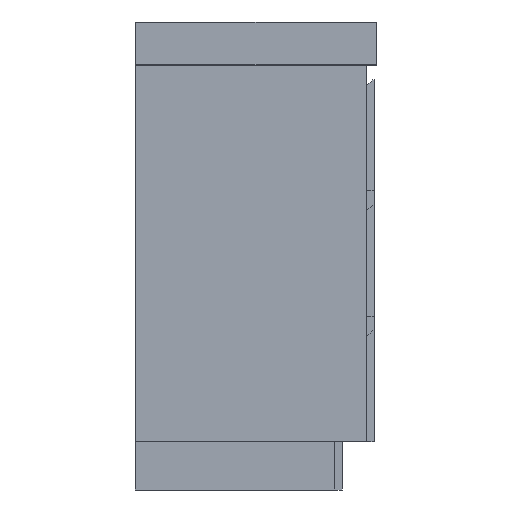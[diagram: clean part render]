
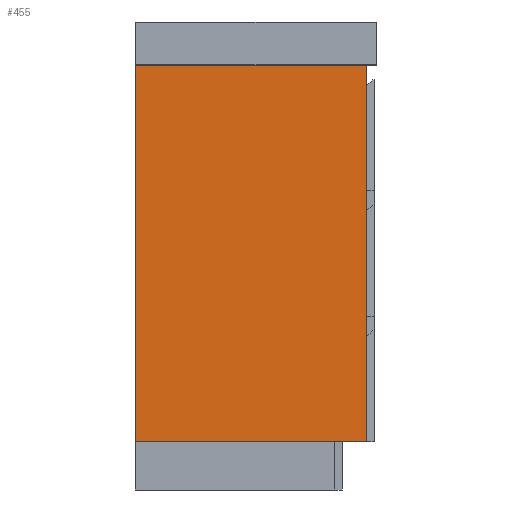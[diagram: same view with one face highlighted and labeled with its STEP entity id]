
A CAD part, left-side view. The second image highlights one B-rep face of the part: STEP entity #455.
In plain terms, the highlighted planar face has unit normal (-1, 0, 0).
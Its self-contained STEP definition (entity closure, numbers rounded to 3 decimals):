
#455=ADVANCED_FACE('',(#586),#2105,.T.);
#586=FACE_OUTER_BOUND('',#717,.T.);
#717=EDGE_LOOP('',(#1115,#1116,#1117,#1118));
#1115=ORIENTED_EDGE('',*,*,#1488,.F.);
#1116=ORIENTED_EDGE('',*,*,#1475,.T.);
#1117=ORIENTED_EDGE('',*,*,#1486,.T.);
#1118=ORIENTED_EDGE('',*,*,#1487,.F.);
#1475=EDGE_CURVE('',#1956,#1955,#1746,.T.);
#1486=EDGE_CURVE('',#1955,#1963,#1757,.T.);
#1487=EDGE_CURVE('',#1964,#1963,#1758,.T.);
#1488=EDGE_CURVE('',#1956,#1964,#1759,.T.);
#1746=B_SPLINE_CURVE_WITH_KNOTS('',1,(#3403,#3404),.UNSPECIFIED.,.F.,.F.,
(2,2),(-780.,0.),.UNSPECIFIED.);
#1757=B_SPLINE_CURVE_WITH_KNOTS('',1,(#3425,#3426),.UNSPECIFIED.,.F.,.F.,
(2,2),(-479.,0.),.UNSPECIFIED.);
#1758=B_SPLINE_CURVE_WITH_KNOTS('',1,(#3427,#3428),.UNSPECIFIED.,.F.,.F.,
(2,2),(-780.,0.),.UNSPECIFIED.);
#1759=B_SPLINE_CURVE_WITH_KNOTS('',1,(#3429,#3430),.UNSPECIFIED.,.F.,.F.,
(2,2),(-479.,0.),.UNSPECIFIED.);
#1955=VERTEX_POINT('',#3383);
#1956=VERTEX_POINT('',#3384);
#1963=VERTEX_POINT('',#3391);
#1964=VERTEX_POINT('',#3392);
#2105=PLANE('',#2357);
#2357=AXIS2_PLACEMENT_3D('',#3372,#2503,$);
#2503=DIRECTION('',(-1.,0.,0.));
#3372=CARTESIAN_POINT('',(-744.,-468.,526.9));
#3383=CARTESIAN_POINT('',(-744.,390.,479.));
#3384=CARTESIAN_POINT('',(-744.,-390.,479.));
#3391=CARTESIAN_POINT('',(-744.,390.,0.));
#3392=CARTESIAN_POINT('',(-744.,-390.,0.));
#3403=CARTESIAN_POINT('',(-744.,-390.,479.));
#3404=CARTESIAN_POINT('',(-744.,390.,479.));
#3425=CARTESIAN_POINT('',(-744.,390.,479.));
#3426=CARTESIAN_POINT('',(-744.,390.,0.));
#3427=CARTESIAN_POINT('',(-744.,-390.,0.));
#3428=CARTESIAN_POINT('',(-744.,390.,0.));
#3429=CARTESIAN_POINT('',(-744.,-390.,479.));
#3430=CARTESIAN_POINT('',(-744.,-390.,0.));
